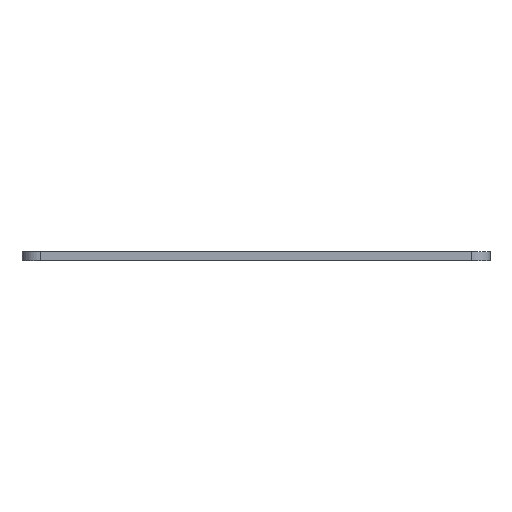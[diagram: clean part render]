
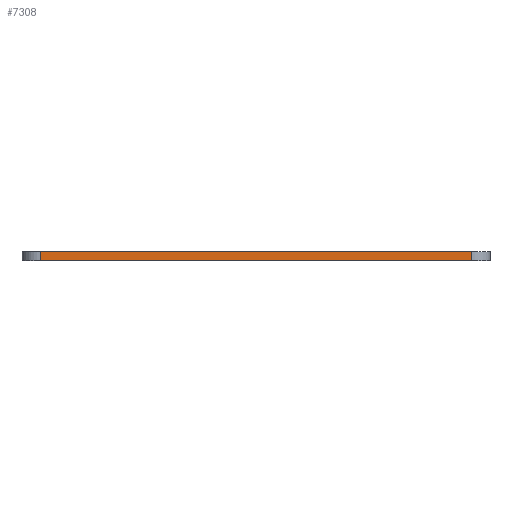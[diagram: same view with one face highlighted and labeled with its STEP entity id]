
A CAD part, left-side view. The second image highlights one B-rep face of the part: STEP entity #7308.
In plain terms, the highlighted planar face has unit normal (-1, 0, 0).
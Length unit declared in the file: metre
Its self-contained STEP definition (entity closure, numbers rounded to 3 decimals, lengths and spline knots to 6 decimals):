
#282=PLANE('',#7959);
#1682=ORIENTED_EDGE('',*,*,#3709,.F.);
#1683=ORIENTED_EDGE('',*,*,#3710,.T.);
#1684=ORIENTED_EDGE('',*,*,#3711,.T.);
#1685=ORIENTED_EDGE('',*,*,#3712,.T.);
#3709=EDGE_CURVE('',#4618,#4619,#5215,.T.);
#3710=EDGE_CURVE('',#4618,#4620,#5216,.T.);
#3711=EDGE_CURVE('',#4620,#4621,#5217,.T.);
#3712=EDGE_CURVE('',#4621,#4619,#5218,.F.);
#4618=VERTEX_POINT('',#12151);
#4619=VERTEX_POINT('',#12152);
#4620=VERTEX_POINT('',#12154);
#4621=VERTEX_POINT('',#12156);
#5215=LINE('',#12150,#5761);
#5216=LINE('',#12153,#5762);
#5217=LINE('',#12155,#5763);
#5218=LINE('',#12157,#5764);
#5761=VECTOR('',#9522,1.);
#5762=VECTOR('',#9523,1.);
#5763=VECTOR('',#9524,1.);
#5764=VECTOR('',#9525,1.);
#6192=EDGE_LOOP('',(#1682,#1683,#1684,#1685));
#6644=FACE_BOUND('',#6192,.T.);
#7308=ADVANCED_FACE('',(#6644),#282,.F.);
#7959=AXIS2_PLACEMENT_3D('',#12149,#9520,#9521);
#9520=DIRECTION('',(1.,0.,0.));
#9521=DIRECTION('',(0.,0.,-1.));
#9522=DIRECTION('',(0.,-1.,0.));
#9523=DIRECTION('',(0.,0.,-1.));
#9524=DIRECTION('',(0.,-1.,0.));
#9525=DIRECTION('',(0.,0.,-1.));
#12149=CARTESIAN_POINT('',(-0.049375,0.008475,0.0015));
#12150=CARTESIAN_POINT('',(-0.049375,0.008475,0.0015));
#12151=CARTESIAN_POINT('',(-0.049375,0.043575,0.0015));
#12152=CARTESIAN_POINT('',(-0.049375,-0.026625,0.0015));
#12153=CARTESIAN_POINT('',(-0.049375,0.043575,0.));
#12154=CARTESIAN_POINT('',(-0.049375,0.043575,0.));
#12155=CARTESIAN_POINT('',(-0.049375,0.008475,0.));
#12156=CARTESIAN_POINT('',(-0.049375,-0.026625,0.));
#12157=CARTESIAN_POINT('',(-0.049375,-0.026625,0.0015));
